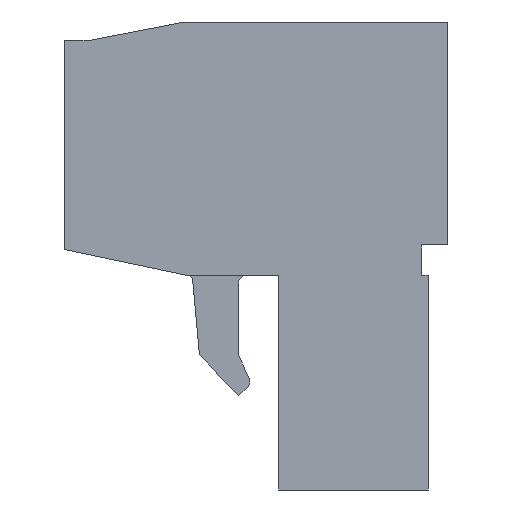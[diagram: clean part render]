
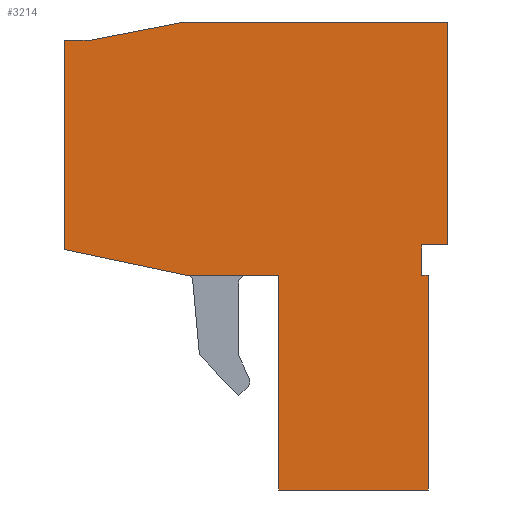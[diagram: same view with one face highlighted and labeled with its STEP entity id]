
A CAD part, left-side view. The second image highlights one B-rep face of the part: STEP entity #3214.
In plain terms, the highlighted planar face has unit normal (-1, 0, 0).
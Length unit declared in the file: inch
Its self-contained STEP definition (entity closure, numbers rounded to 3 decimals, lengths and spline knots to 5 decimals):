
#1=DIRECTION('',(0.,0.,-1.));
#2=VECTOR('',#1,0.343);
#3=CARTESIAN_POINT('',(-0.5905,-0.145,0.215));
#4=LINE('',#3,#2);
#5=DIRECTION('',(0.,1.,0.));
#6=VECTOR('',#5,0.04);
#7=CARTESIAN_POINT('',(-0.5905,-0.145,-0.128));
#8=LINE('',#7,#6);
#9=DIRECTION('',(0.,0.,-1.));
#10=VECTOR('',#9,0.047);
#11=CARTESIAN_POINT('',(-0.5905,-0.105,-0.128));
#12=LINE('',#11,#10);
#13=DIRECTION('',(0.,-1.,0.));
#14=VECTOR('',#13,0.01);
#15=CARTESIAN_POINT('',(-0.5905,-0.105,-0.175));
#16=LINE('',#15,#14);
#17=DIRECTION('',(0.,0.,-1.));
#18=VECTOR('',#17,0.33);
#19=CARTESIAN_POINT('',(-0.5905,-0.115,-0.175));
#20=LINE('',#19,#18);
#21=DIRECTION('',(0.,1.,0.));
#22=VECTOR('',#21,0.23);
#23=CARTESIAN_POINT('',(-0.5905,-0.115,-0.505));
#24=LINE('',#23,#22);
#25=DIRECTION('',(0.,0.,1.));
#26=VECTOR('',#25,0.33);
#27=CARTESIAN_POINT('',(-0.5905,0.115,-0.505));
#28=LINE('',#27,#26);
#29=DIRECTION('',(0.,1.,0.));
#30=VECTOR('',#29,0.14);
#31=CARTESIAN_POINT('',(-0.5905,0.115,-0.175));
#32=LINE('',#31,#30);
#33=DIRECTION('',(0.,0.979,0.206));
#34=VECTOR('',#33,0.19416);
#35=CARTESIAN_POINT('',(-0.5905,0.255,-0.175));
#36=LINE('',#35,#34);
#37=DIRECTION('',(0.,0.,1.));
#38=VECTOR('',#37,0.322);
#39=CARTESIAN_POINT('',(-0.5905,0.445,-0.135));
#40=LINE('',#39,#38);
#41=DIRECTION('',(0.,-1.,0.));
#42=VECTOR('',#41,0.04);
#43=CARTESIAN_POINT('',(-0.5905,0.445,0.187));
#44=LINE('',#43,#42);
#45=DIRECTION('',(0.,-0.982,0.19));
#46=VECTOR('',#45,0.14768);
#47=CARTESIAN_POINT('',(-0.5905,0.405,0.187));
#48=LINE('',#47,#46);
#49=DIRECTION('',(0.,-1.,0.));
#50=VECTOR('',#49,0.405);
#51=CARTESIAN_POINT('',(-0.5905,0.26,0.215));
#52=LINE('',#51,#50);
#2425=CARTESIAN_POINT('',(-0.5905,-0.145,0.215));
#2426=CARTESIAN_POINT('',(-0.5905,-0.145,-0.128));
#2427=VERTEX_POINT('',#2425);
#2428=VERTEX_POINT('',#2426);
#2429=CARTESIAN_POINT('',(-0.5905,-0.105,-0.128));
#2430=VERTEX_POINT('',#2429);
#2431=CARTESIAN_POINT('',(-0.5905,-0.105,-0.175));
#2432=VERTEX_POINT('',#2431);
#2433=CARTESIAN_POINT('',(-0.5905,-0.115,-0.175));
#2434=VERTEX_POINT('',#2433);
#2435=CARTESIAN_POINT('',(-0.5905,-0.115,-0.505));
#2436=VERTEX_POINT('',#2435);
#2437=CARTESIAN_POINT('',(-0.5905,0.115,-0.505));
#2438=VERTEX_POINT('',#2437);
#2439=CARTESIAN_POINT('',(-0.5905,0.115,-0.175));
#2440=VERTEX_POINT('',#2439);
#2441=CARTESIAN_POINT('',(-0.5905,0.255,-0.175));
#2442=VERTEX_POINT('',#2441);
#2443=CARTESIAN_POINT('',(-0.5905,0.445,-0.135));
#2444=CARTESIAN_POINT('',(-0.5905,0.445,0.187));
#2445=VERTEX_POINT('',#2443);
#2446=VERTEX_POINT('',#2444);
#2447=CARTESIAN_POINT('',(-0.5905,0.405,0.187));
#2448=VERTEX_POINT('',#2447);
#2449=CARTESIAN_POINT('',(-0.5905,0.26,0.215));
#2450=VERTEX_POINT('',#2449);
#3181=CARTESIAN_POINT('',(-0.5905,0.,0.));
#3182=DIRECTION('',(1.,0.,0.));
#3183=DIRECTION('',(0.,0.,-1.));
#3184=AXIS2_PLACEMENT_3D('',#3181,#3182,#3183);
#3185=PLANE('',#3184);
#3187=ORIENTED_EDGE('',*,*,#3186,.T.);
#3189=ORIENTED_EDGE('',*,*,#3188,.T.);
#3191=ORIENTED_EDGE('',*,*,#3190,.T.);
#3193=ORIENTED_EDGE('',*,*,#3192,.T.);
#3195=ORIENTED_EDGE('',*,*,#3194,.T.);
#3197=ORIENTED_EDGE('',*,*,#3196,.T.);
#3199=ORIENTED_EDGE('',*,*,#3198,.T.);
#3201=ORIENTED_EDGE('',*,*,#3200,.T.);
#3203=ORIENTED_EDGE('',*,*,#3202,.T.);
#3205=ORIENTED_EDGE('',*,*,#3204,.T.);
#3207=ORIENTED_EDGE('',*,*,#3206,.T.);
#3209=ORIENTED_EDGE('',*,*,#3208,.T.);
#3211=ORIENTED_EDGE('',*,*,#3210,.T.);
#3212=EDGE_LOOP('',(#3187,#3189,#3191,#3193,#3195,#3197,#3199,#3201,#3203,#3205,
#3207,#3209,#3211));
#3213=FACE_OUTER_BOUND('',#3212,.F.);
#3214=ADVANCED_FACE('',(#3213),#3185,.F.);
#3186=EDGE_CURVE('',#2427,#2428,#4,.T.);
#3188=EDGE_CURVE('',#2428,#2430,#8,.T.);
#3190=EDGE_CURVE('',#2430,#2432,#12,.T.);
#3192=EDGE_CURVE('',#2432,#2434,#16,.T.);
#3194=EDGE_CURVE('',#2434,#2436,#20,.T.);
#3196=EDGE_CURVE('',#2436,#2438,#24,.T.);
#3198=EDGE_CURVE('',#2438,#2440,#28,.T.);
#3200=EDGE_CURVE('',#2440,#2442,#32,.T.);
#3202=EDGE_CURVE('',#2442,#2445,#36,.T.);
#3204=EDGE_CURVE('',#2445,#2446,#40,.T.);
#3206=EDGE_CURVE('',#2446,#2448,#44,.T.);
#3208=EDGE_CURVE('',#2448,#2450,#48,.T.);
#3210=EDGE_CURVE('',#2450,#2427,#52,.T.);
